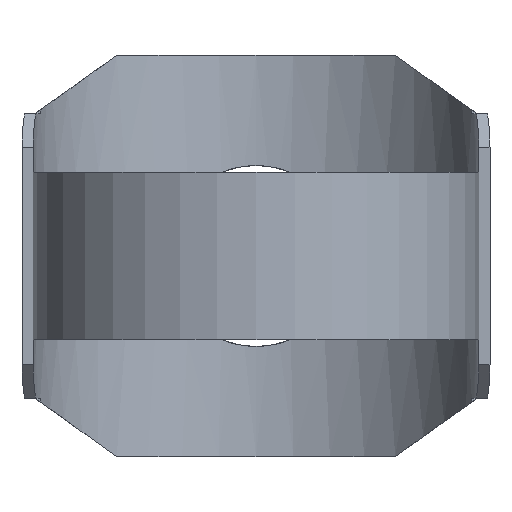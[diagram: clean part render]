
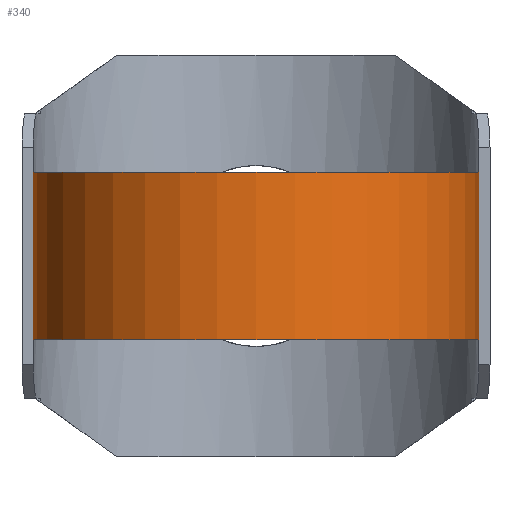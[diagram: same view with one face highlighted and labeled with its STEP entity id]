
A CAD part, front view. The second image highlights one B-rep face of the part: STEP entity #340.
In plain terms, the highlighted cylindrical face has radius 80 mm (diameter 160 mm), a partial arc.
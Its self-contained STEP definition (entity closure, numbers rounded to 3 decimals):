
#264 = VERTEX_POINT( '', #702 );
#282 = VERTEX_POINT( '', #720 );
#340 = ADVANCED_FACE( '', ( #783 ), #784, .T. );
#424 = VERTEX_POINT( '', #876 );
#488 = EDGE_CURVE( '', #282, #264, #944, .T. );
#548 = EDGE_CURVE( '', #650, #282, #1008, .T. );
#624 = EDGE_CURVE( '', #424, #650, #1094, .T. );
#628 = EDGE_CURVE( '', #424, #264, #1099, .T. );
#650 = VERTEX_POINT( '', #1126 );
#702 = CARTESIAN_POINT( '', ( 80., 0., 30. ) );
#720 = CARTESIAN_POINT( '', ( 80., 0., -30. ) );
#783 = FACE_OUTER_BOUND( '', #1472, .T. );
#784 = CYLINDRICAL_SURFACE( '', #1473, 80. );
#876 = CARTESIAN_POINT( '', ( -80., 0., 30. ) );
#944 = LINE( '', #1690, #1691 );
#1008 = CIRCLE( '', #1861, 80. );
#1094 = LINE( '', #2026, #2027 );
#1099 = CIRCLE( '', #2033, 80. );
#1126 = CARTESIAN_POINT( '', ( -80., 0., -30. ) );
#1472 = EDGE_LOOP( '', ( #2234, #2235, #2236, #2237 ) );
#1473 = AXIS2_PLACEMENT_3D( '', #2238, #2239, #2240 );
#1690 = CARTESIAN_POINT( '', ( 80., 0., 0. ) );
#1691 = VECTOR( '', #2439, 1. );
#1861 = AXIS2_PLACEMENT_3D( '', #2510, #2511, #2512 );
#2026 = CARTESIAN_POINT( '', ( -80., 0., 0. ) );
#2027 = VECTOR( '', #2621, 1. );
#2033 = AXIS2_PLACEMENT_3D( '', #2631, #2632, #2633 );
#2234 = ORIENTED_EDGE( '', *, *, #488, .T. );
#2235 = ORIENTED_EDGE( '', *, *, #628, .F. );
#2236 = ORIENTED_EDGE( '', *, *, #624, .T. );
#2237 = ORIENTED_EDGE( '', *, *, #548, .T. );
#2238 = CARTESIAN_POINT( '', ( 0., 0., 30. ) );
#2239 = DIRECTION( '', ( 0., 0., 1. ) );
#2240 = DIRECTION( '', ( 1., 0., 0. ) );
#2439 = DIRECTION( '', ( 0., 0., 1. ) );
#2510 = CARTESIAN_POINT( '', ( 0., 0., -30. ) );
#2511 = DIRECTION( '', ( 0., 0., 1. ) );
#2512 = DIRECTION( '', ( 1., 0., 0. ) );
#2621 = DIRECTION( '', ( 0., 0., -1. ) );
#2631 = CARTESIAN_POINT( '', ( 0., 0., 30. ) );
#2632 = DIRECTION( '', ( 0., 0., 1. ) );
#2633 = DIRECTION( '', ( 1., 0., 0. ) );
